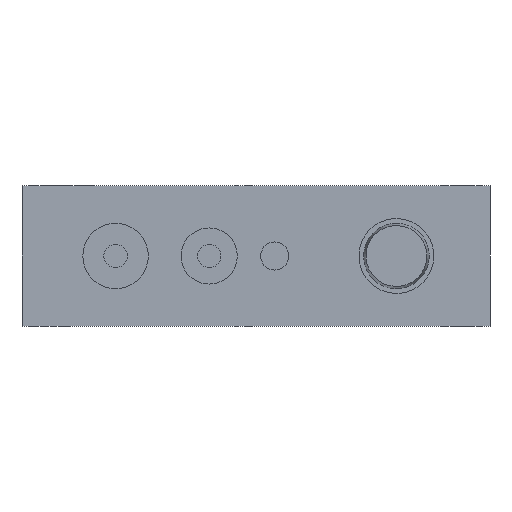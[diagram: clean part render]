
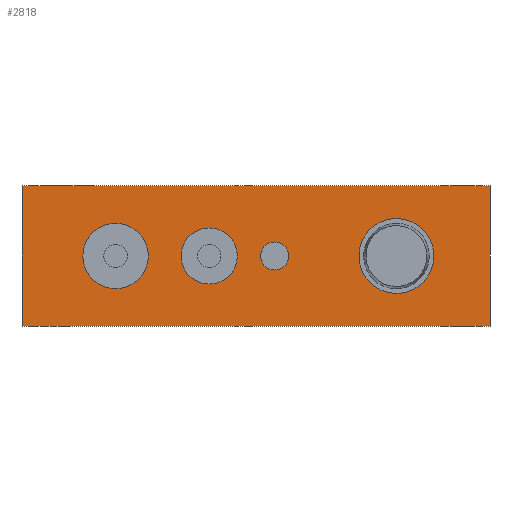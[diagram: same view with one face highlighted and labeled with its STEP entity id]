
A CAD part, left-side view. The second image highlights one B-rep face of the part: STEP entity #2818.
In plain terms, the highlighted planar face has unit normal (-1, 0, 0).
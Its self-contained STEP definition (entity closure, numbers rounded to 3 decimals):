
#2662=CARTESIAN_POINT('',(-2.88,-11.293,9.0));
#2663=VERTEX_POINT('',#2662);
#2664=CARTESIAN_POINT('',(-2.88,-11.293,7.5));
#2665=DIRECTION('',(1.0,0.0,0.0));
#2666=DIRECTION('',(0.0,0.0,-1.0));
#2667=AXIS2_PLACEMENT_3D('',#2664,#2665,#2666);
#2668=CIRCLE('',#2667,1.5);
#2669=EDGE_CURVE('',#2663,#2663,#2668,.T.);
#2727=CARTESIAN_POINT('',(-2.88,-4.293,10.5));
#2728=VERTEX_POINT('',#2727);
#2729=CARTESIAN_POINT('',(-2.88,-4.293,7.5));
#2730=DIRECTION('',(1.0,0.0,0.0));
#2731=DIRECTION('',(0.0,0.0,-1.0));
#2732=AXIS2_PLACEMENT_3D('',#2729,#2730,#2731);
#2733=CIRCLE('',#2732,3.);
#2734=EDGE_CURVE('',#2728,#2728,#2733,.T.);
#2751=CARTESIAN_POINT('',(-2.88,-34.293,0.0));
#2752=DIRECTION('',(-1.0,0.0,0.0));
#2753=DIRECTION('',(0.0,0.0,1.0));
#2754=AXIS2_PLACEMENT_3D('',#2751,#2752,#2753);
#2755=PLANE('',#2754);
#2756=CARTESIAN_POINT('',(-2.88,-34.293,15.0));
#2757=VERTEX_POINT('',#2756);
#2758=CARTESIAN_POINT('',(-2.88,15.707,15.0));
#2759=VERTEX_POINT('',#2758);
#2760=CARTESIAN_POINT('',(-2.88,-34.293,15.0));
#2761=DIRECTION('',(0.0,1.0,0.0));
#2762=VECTOR('',#2761,50.0);
#2763=LINE('',#2760,#2762);
#2764=EDGE_CURVE('',#2757,#2759,#2763,.T.);
#2765=ORIENTED_EDGE('',*,*,#2764,.T.);
#2766=CARTESIAN_POINT('',(-2.88,15.707,0.0));
#2767=VERTEX_POINT('',#2766);
#2768=CARTESIAN_POINT('',(-2.88,15.707,0.0));
#2769=DIRECTION('',(0.0,0.0,1.0));
#2770=VECTOR('',#2769,15.0);
#2771=LINE('',#2768,#2770);
#2772=EDGE_CURVE('',#2767,#2759,#2771,.T.);
#2773=ORIENTED_EDGE('',*,*,#2772,.F.);
#2774=CARTESIAN_POINT('',(-2.88,-34.293,0.0));
#2775=VERTEX_POINT('',#2774);
#2776=CARTESIAN_POINT('',(-2.88,-34.293,0.0));
#2777=DIRECTION('',(0.0,1.0,0.0));
#2778=VECTOR('',#2777,50.0);
#2779=LINE('',#2776,#2778);
#2780=EDGE_CURVE('',#2775,#2767,#2779,.T.);
#2781=ORIENTED_EDGE('',*,*,#2780,.F.);
#2782=CARTESIAN_POINT('',(-2.88,-34.293,0.0));
#2783=DIRECTION('',(0.0,0.0,1.0));
#2784=VECTOR('',#2783,15.0);
#2785=LINE('',#2782,#2784);
#2786=EDGE_CURVE('',#2775,#2757,#2785,.T.);
#2787=ORIENTED_EDGE('',*,*,#2786,.T.);
#2788=EDGE_LOOP('',(#2765,#2773,#2781,#2787));
#2789=FACE_OUTER_BOUND('',#2788,.T.);
#2790=ORIENTED_EDGE('',*,*,#2669,.T.);
#2791=EDGE_LOOP('',(#2790));
#2792=FACE_BOUND('',#2791,.T.);
#2793=CARTESIAN_POINT('',(-2.88,-24.293,8.5));
#2794=VERTEX_POINT('',#2793);
#2795=CARTESIAN_POINT('',(-2.88,-24.293,7.5));
#2796=DIRECTION('',(1.0,0.0,0.0));
#2797=DIRECTION('',(0.0,0.0,-1.0));
#2798=AXIS2_PLACEMENT_3D('',#2795,#2796,#2797);
#2799=CIRCLE('',#2798,1.);
#2800=EDGE_CURVE('',#2794,#2794,#2799,.T.);
#2801=ORIENTED_EDGE('',*,*,#2800,.T.);
#2802=EDGE_LOOP('',(#2801));
#2803=FACE_BOUND('',#2802,.T.);
#2804=CARTESIAN_POINT('',(-2.88,5.707,11.0));
#2805=VERTEX_POINT('',#2804);
#2806=CARTESIAN_POINT('',(-2.88,5.707,7.5));
#2807=DIRECTION('',(1.0,0.0,0.0));
#2808=DIRECTION('',(0.0,0.0,-1.0));
#2809=AXIS2_PLACEMENT_3D('',#2806,#2807,#2808);
#2810=CIRCLE('',#2809,3.5);
#2811=EDGE_CURVE('',#2805,#2805,#2810,.T.);
#2812=ORIENTED_EDGE('',*,*,#2811,.T.);
#2813=EDGE_LOOP('',(#2812));
#2814=FACE_BOUND('',#2813,.T.);
#2815=ORIENTED_EDGE('',*,*,#2734,.T.);
#2816=EDGE_LOOP('',(#2815));
#2817=FACE_BOUND('',#2816,.T.);
#2818=ADVANCED_FACE('',(#2789,#2792,#2803,#2814,#2817),#2755,.T.);
